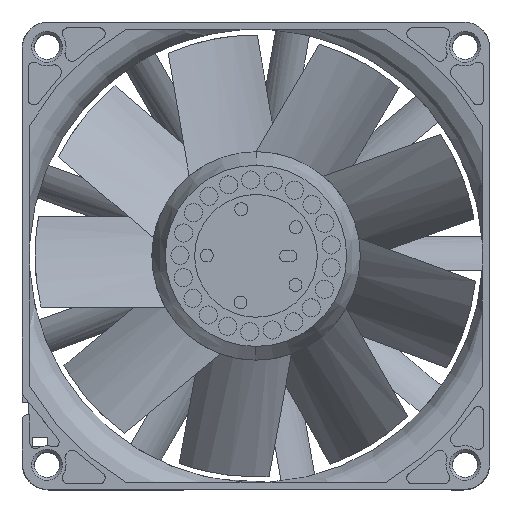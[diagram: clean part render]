
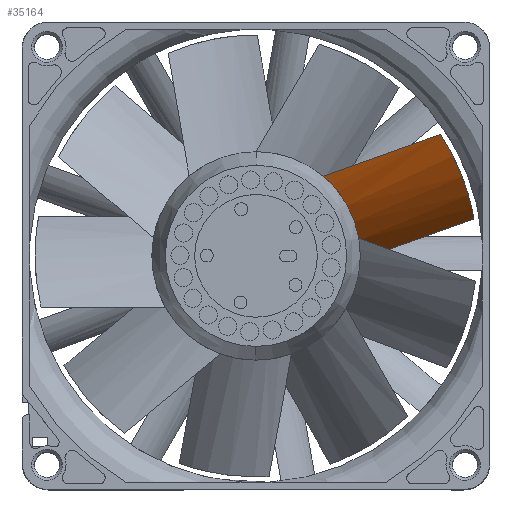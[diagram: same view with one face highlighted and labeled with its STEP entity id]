
A CAD part, top view. The second image highlights one B-rep face of the part: STEP entity #35164.
In plain terms, the highlighted free-form (B-spline) face has degree [2, 1] with [3, 2] control points.
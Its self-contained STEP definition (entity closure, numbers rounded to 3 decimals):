
#9813 = VERTEX_POINT ( 'NONE', #39586 ) ;
#9815 = VERTEX_POINT ( 'NONE', #39588 ) ;
#9820 = VERTEX_POINT ( 'NONE', #39593 ) ;
#12258 = B_SPLINE_SURFACE_WITH_KNOTS ( 'NONE', 2, 1, ( 
 ( #12601, #12596 ),
 ( #12603, #12604 ),
 ( #12605, #12606 ) ),
 .UNSPECIFIED., .F., .F., .F.,
 ( 3, 3 ),
 ( 2, 2 ),
 ( 0., 1. ),
 ( 0., 1. ),
 .UNSPECIFIED. ) ;
#12596 = CARTESIAN_POINT ( 'NONE',  ( 15.088, 5.104, 4.543 ) ) ;
#12600 = FACE_OUTER_BOUND ( 'NONE', #19311, .T. ) ;
#12601 = CARTESIAN_POINT ( 'NONE',  ( 22.882, -16.309, 4.543 ) ) ;
#12603 = CARTESIAN_POINT ( 'NONE',  ( 13.162, -19.847, -1.9 ) ) ;
#12604 = CARTESIAN_POINT ( 'NONE',  ( 5.368, 1.566, -1.9 ) ) ;
#12605 = CARTESIAN_POINT ( 'NONE',  ( 8.275, -21.626, -12.974 ) ) ;
#12606 = CARTESIAN_POINT ( 'NONE',  ( 0.482, -0.212, -12.974 ) ) ;
#13306 = VERTEX_POINT ( 'NONE', #40959 ) ;
#13365 = ORIENTED_EDGE ( 'NONE', *, *, #25809, .T. ) ;
#13366 = ORIENTED_EDGE ( 'NONE', *, *, #25812, .F. ) ;
#13367 = ORIENTED_EDGE ( 'NONE', *, *, #25811, .F. ) ;
#13374 = ORIENTED_EDGE ( 'NONE', *, *, #25810, .F. ) ;
#16832 = CARTESIAN_POINT ( 'NONE',  ( 21.008, -16.018, 3.508 ) ) ;
#16844 = LINE ( 'NONE', #16857, #37767 ) ;
#16857 = CARTESIAN_POINT ( 'NONE',  ( 25.142, -22.519, 4.543 ) ) ;
#16858 = CARTESIAN_POINT ( 'NONE',  ( 22.43, -15.067, 4.543 ) ) ;
#16859 = DIRECTION ( 'NONE',  ( -0.342, 0.94, 0. ) ) ;
#16860 = CARTESIAN_POINT ( 'NONE',  ( 0.935, -1.457, -12.974 ) ) ;
#16861 = CARTESIAN_POINT ( 'NONE',  ( 1.848, -1.482, -11.165 ) ) ;
#16862 = CARTESIAN_POINT ( 'NONE',  ( 19.596, -16.823, 2.358 ) ) ;
#16863 = CARTESIAN_POINT ( 'NONE',  ( 17.53, -17.848, 0.443 ) ) ;
#16864 = CARTESIAN_POINT ( 'NONE',  ( 16.857, -18.156, -0.222 ) ) ;
#16865 = CARTESIAN_POINT ( 'NONE',  ( 15.549, -18.712, -1.599 ) ) ;
#16866 = CARTESIAN_POINT ( 'NONE',  ( 14.913, -18.96, -2.311 ) ) ;
#16867 = CARTESIAN_POINT ( 'NONE',  ( 13.067, -19.629, -4.523 ) ) ;
#16868 = CARTESIAN_POINT ( 'NONE',  ( 11.916, -19.974, -6.095 ) ) ;
#16869 = CARTESIAN_POINT ( 'NONE',  ( 9.796, -20.52, -9.434 ) ) ;
#16870 = CARTESIAN_POINT ( 'NONE',  ( 8.845, -20.718, -11.172 ) ) ;
#16871 = CARTESIAN_POINT ( 'NONE',  ( 7.999, -20.867, -12.974 ) ) ;
#16873 = CARTESIAN_POINT ( 'NONE',  ( 2.862, -1.441, -9.417 ) ) ;
#16874 = CARTESIAN_POINT ( 'NONE',  ( 4.532, -1.199, -6.89 ) ) ;
#16875 = CARTESIAN_POINT ( 'NONE',  ( 5.111, -1.088, -6.068 ) ) ;
#16876 = CARTESIAN_POINT ( 'NONE',  ( 6.299, -0.794, -4.478 ) ) ;
#16877 = CARTESIAN_POINT ( 'NONE',  ( 6.91, -0.61, -3.708 ) ) ;
#16878 = CARTESIAN_POINT ( 'NONE',  ( 8.161, -0.153, -2.218 ) ) ;
#16879 = CARTESIAN_POINT ( 'NONE',  ( 8.8, 0.12, -1.498 ) ) ;
#16880 = CARTESIAN_POINT ( 'NONE',  ( 9.774, 0.611, -0.455 ) ) ;
#16881 = CARTESIAN_POINT ( 'NONE',  ( 10.102, 0.789, -0.113 ) ) ;
#16882 = CARTESIAN_POINT ( 'NONE',  ( 10.76, 1.175, 0.557 ) ) ;
#16883 = CARTESIAN_POINT ( 'NONE',  ( 11.091, 1.383, 0.885 ) ) ;
#16884 = CARTESIAN_POINT ( 'NONE',  ( 12.723, 2.489, 2.468 ) ) ;
#16885 = CARTESIAN_POINT ( 'NONE',  ( 13.986, 3.593, 3.576 ) ) ;
#16886 = CARTESIAN_POINT ( 'NONE',  ( 15.135, 4.977, 4.543 ) ) ;
#16887 = LINE ( 'NONE', #16888, #37773 ) ;
#16888 = CARTESIAN_POINT ( 'NONE',  ( 10.536, -27.835, -12.974 ) ) ;
#16889 = DIRECTION ( 'NONE',  ( -0.342, 0.94, 0. ) ) ;
#19311 = EDGE_LOOP ( 'NONE', ( #13374, #13365, #13367, #13366 ) ) ;
#25809 = EDGE_CURVE ( 'NONE', #9813, #9820, #16844, .T. ) ;
#25810 = EDGE_CURVE ( 'NONE', #9813, #9815, #34212, .T. ) ;
#25811 = EDGE_CURVE ( 'NONE', #13306, #9820, #34214, .T. ) ;
#25812 = EDGE_CURVE ( 'NONE', #9815, #13306, #16887, .T. ) ;
#34212 = B_SPLINE_CURVE_WITH_KNOTS ( 'NONE', 3,
 ( #16858, #16832, #16862, #16863, #16864, #16865, #16866, #16867, #16868, #16869, #16870, #16871 ),
 .UNSPECIFIED., .F., .F.,
 ( 4, 2, 2, 2, 2, 4 ),
 ( 0., 0.006, 0.009, 0.012, 0.018, 0.024 ),
 .UNSPECIFIED. ) ;
#34214 = B_SPLINE_CURVE_WITH_KNOTS ( 'NONE', 3,
 ( #16860, #16861, #16873, #16874, #16875, #16876, #16877, #16878, #16879, #16880, #16881, #16882, #16883, #16884, #16885, #16886 ),
 .UNSPECIFIED., .F., .F.,
 ( 4, 2, 2, 2, 2, 2, 2, 4 ),
 ( 0., 0.006, 0.009, 0.012, 0.015, 0.017, 0.018, 0.024 ),
 .UNSPECIFIED. ) ;
#35164 = ADVANCED_FACE ( 'NONE', ( #12600 ), #12258, .F. ) ;
#37767 = VECTOR ( 'NONE', #16859, 1000. ) ;
#37773 = VECTOR ( 'NONE', #16889, 1000. ) ;
#39586 = CARTESIAN_POINT ( 'NONE',  ( 22.43, -15.067, 4.543 ) ) ;
#39588 = CARTESIAN_POINT ( 'NONE',  ( 7.999, -20.867, -12.974 ) ) ;
#39593 = CARTESIAN_POINT ( 'NONE',  ( 15.135, 4.977, 4.543 ) ) ;
#40959 = CARTESIAN_POINT ( 'NONE',  ( 0.935, -1.457, -12.974 ) ) ;
